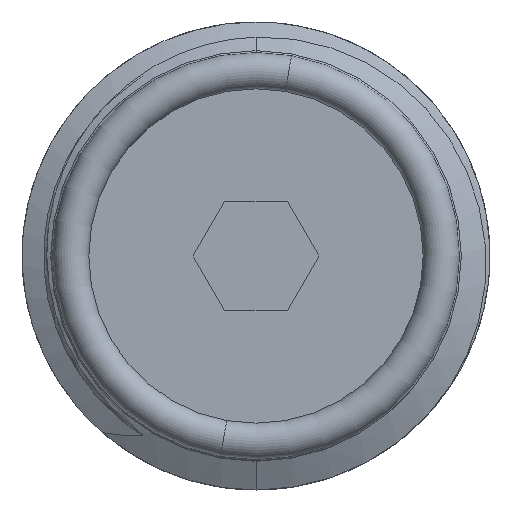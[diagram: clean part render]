
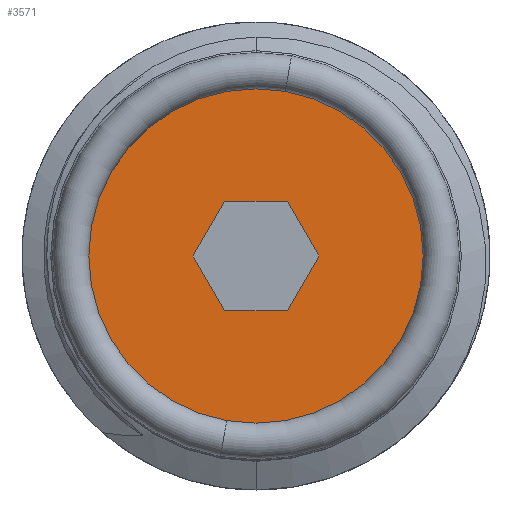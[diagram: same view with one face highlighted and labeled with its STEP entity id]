
A CAD part, left-side view. The second image highlights one B-rep face of the part: STEP entity #3571.
In plain terms, the highlighted planar face has unit normal (-1, 0, 0).
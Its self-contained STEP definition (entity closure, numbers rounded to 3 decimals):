
#48 = CARTESIAN_POINT ( 'NONE',  ( 0., 0., 0. ) ) ;
#53 = DIRECTION ( 'NONE',  ( 0., 0., 1. ) ) ;
#123 = DIRECTION ( 'NONE',  ( -1., 0., 0. ) ) ;
#249 = VECTOR ( 'NONE', #2522, 1000. ) ;
#252 = LINE ( 'NONE', #2526, #249 ) ;
#279 = FACE_BOUND ( 'NONE', #1004, .T. ) ;
#304 = VECTOR ( 'NONE', #3536, 1000. ) ;
#308 = LINE ( 'NONE', #3541, #304 ) ;
#372 = VECTOR ( 'NONE', #618, 1000. ) ;
#377 = LINE ( 'NONE', #624, #372 ) ;
#390 = CIRCLE ( 'NONE', #2474, 4.6 ) ;
#573 = VECTOR ( 'NONE', #680, 1000. ) ;
#618 = DIRECTION ( 'NONE',  ( 0., -0.5, -0.866 ) ) ;
#624 = CARTESIAN_POINT ( 'NONE',  ( 0., -0.866, 1.5 ) ) ;
#640 = VECTOR ( 'NONE', #2782, 1000. ) ;
#660 = LINE ( 'NONE', #2787, #640 ) ;
#680 = DIRECTION ( 'NONE',  ( 0., -1., 0. ) ) ;
#687 = CARTESIAN_POINT ( 'NONE',  ( 0., 0.866, 1.5 ) ) ;
#689 = DIRECTION ( 'NONE',  ( 0., 0.5, 0.866 ) ) ;
#696 = CARTESIAN_POINT ( 'NONE',  ( 0., 0.866, -1.5 ) ) ;
#712 = CARTESIAN_POINT ( 'NONE',  ( 0., 0.866, -1.5 ) ) ;
#746 = CARTESIAN_POINT ( 'NONE',  ( 0., 0., 4.6 ) ) ;
#790 = ORIENTED_EDGE ( 'NONE', *, *, #2032, .T. ) ;
#797 = CARTESIAN_POINT ( 'NONE',  ( 0., 1.732, 0. ) ) ;
#807 = CARTESIAN_POINT ( 'NONE',  ( 0., -1.732, 0. ) ) ;
#810 = CARTESIAN_POINT ( 'NONE',  ( 0., 0.866, 1.5 ) ) ;
#847 = EDGE_LOOP ( 'NONE', ( #1703, #915 ) ) ;
#863 = VECTOR ( 'NONE', #689, 1000. ) ;
#878 = ORIENTED_EDGE ( 'NONE', *, *, #2104, .T. ) ;
#902 = LINE ( 'NONE', #687, #573 ) ;
#906 = LINE ( 'NONE', #696, #863 ) ;
#915 = ORIENTED_EDGE ( 'NONE', *, *, #2078, .T. ) ;
#920 = ORIENTED_EDGE ( 'NONE', *, *, #2085, .T. ) ;
#926 = ORIENTED_EDGE ( 'NONE', *, *, #2024, .T. ) ;
#970 = FACE_OUTER_BOUND ( 'NONE', #847, .T. ) ;
#1003 = ORIENTED_EDGE ( 'NONE', *, *, #2025, .T. ) ;
#1004 = EDGE_LOOP ( 'NONE', ( #878, #926, #920, #1003, #790, #1692 ) ) ;
#1007 = CIRCLE ( 'NONE', #2419, 4.6 ) ;
#1536 = EDGE_CURVE ( 'NONE', #1897, #1622, #390, .T. ) ;
#1609 = VERTEX_POINT ( 'NONE', #3310 ) ;
#1622 = VERTEX_POINT ( 'NONE', #3291 ) ;
#1648 = VERTEX_POINT ( 'NONE', #3262 ) ;
#1668 = VERTEX_POINT ( 'NONE', #810 ) ;
#1669 = VERTEX_POINT ( 'NONE', #807 ) ;
#1673 = VERTEX_POINT ( 'NONE', #797 ) ;
#1692 = ORIENTED_EDGE ( 'NONE', *, *, #2049, .T. ) ;
#1703 = ORIENTED_EDGE ( 'NONE', *, *, #1536, .T. ) ;
#1897 = VERTEX_POINT ( 'NONE', #746 ) ;
#1919 = VERTEX_POINT ( 'NONE', #712 ) ;
#1995 = AXIS2_PLACEMENT_3D ( 'NONE', #3115, #3120, #3121 ) ;
#1999 = DIRECTION ( 'NONE',  ( -1., 0., 0. ) ) ;
#2003 = CARTESIAN_POINT ( 'NONE',  ( 0., 0., 0. ) ) ;
#2004 = DIRECTION ( 'NONE',  ( 0., 0., 1. ) ) ;
#2024 = EDGE_CURVE ( 'NONE', #1919, #1673, #906, .T. ) ;
#2025 = EDGE_CURVE ( 'NONE', #1668, #1648, #902, .T. ) ;
#2032 = EDGE_CURVE ( 'NONE', #1648, #1669, #377, .T. ) ;
#2049 = EDGE_CURVE ( 'NONE', #1669, #1609, #308, .T. ) ;
#2078 = EDGE_CURVE ( 'NONE', #1622, #1897, #1007, .T. ) ;
#2085 = EDGE_CURVE ( 'NONE', #1673, #1668, #252, .T. ) ;
#2104 = EDGE_CURVE ( 'NONE', #1609, #1919, #660, .T. ) ;
#2419 = AXIS2_PLACEMENT_3D ( 'NONE', #2003, #1999, #2004 ) ;
#2474 = AXIS2_PLACEMENT_3D ( 'NONE', #48, #123, #53 ) ;
#2522 = DIRECTION ( 'NONE',  ( 0., -0.5, 0.866 ) ) ;
#2526 = CARTESIAN_POINT ( 'NONE',  ( 0., 1.732, 0. ) ) ;
#2782 = DIRECTION ( 'NONE',  ( 0., 1., 0. ) ) ;
#2787 = CARTESIAN_POINT ( 'NONE',  ( 0., -0.866, -1.5 ) ) ;
#3115 = CARTESIAN_POINT ( 'NONE',  ( 0., 0., 0. ) ) ;
#3118 = PLANE ( 'NONE',  #1995 ) ;
#3120 = DIRECTION ( 'NONE',  ( 1., 0., 0. ) ) ;
#3121 = DIRECTION ( 'NONE',  ( 0., 0., -1. ) ) ;
#3262 = CARTESIAN_POINT ( 'NONE',  ( 0., -0.866, 1.5 ) ) ;
#3291 = CARTESIAN_POINT ( 'NONE',  ( 0., 0., -4.6 ) ) ;
#3310 = CARTESIAN_POINT ( 'NONE',  ( 0., -0.866, -1.5 ) ) ;
#3536 = DIRECTION ( 'NONE',  ( 0., 0.5, -0.866 ) ) ;
#3541 = CARTESIAN_POINT ( 'NONE',  ( 0., -1.732, 0. ) ) ;
#3571 = ADVANCED_FACE ( 'NONE', ( #279, #970 ), #3118, .F. ) ;
